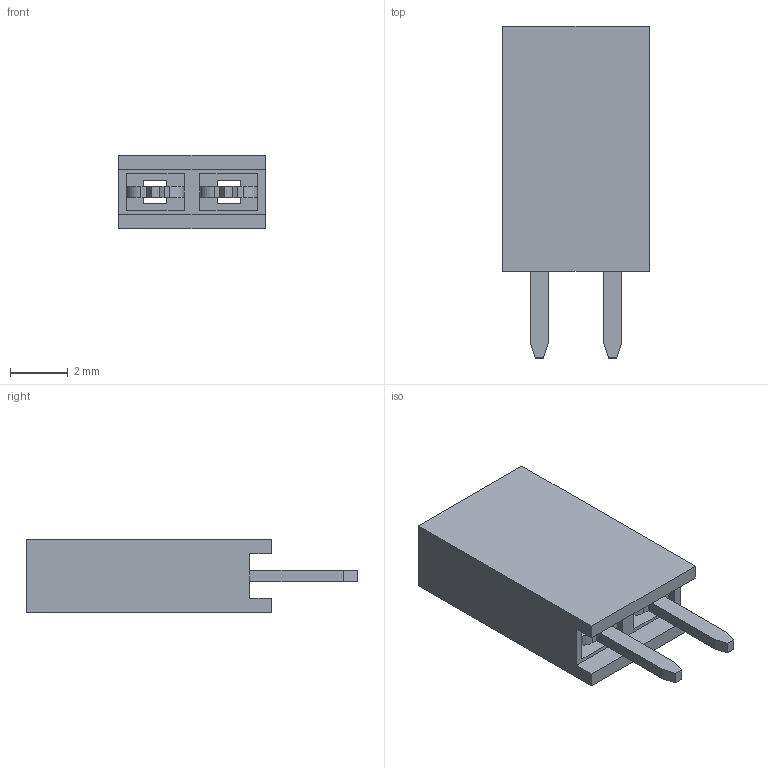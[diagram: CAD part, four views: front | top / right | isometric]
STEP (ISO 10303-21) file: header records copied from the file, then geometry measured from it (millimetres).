
FILE_DESCRIPTION (( 'STEP AP214' ), '1' );
FILE_NAME ('User Library-PBS-2.STEP', '2021-10-14T21:40:06', ( '' ), ( '' ), 'SwSTEP 2.0', 'SolidWorks 2021', '' );
FILE_SCHEMA (( 'AUTOMOTIVE_DESIGN' ));
Length unit declared in the file: millimetre
Products named in the file (3): User Library-PBS-2; PBS2Case; ContactPL
Assembly tree (3 placements, depth 2):
  User Library-PBS-2
    PBS2Case
    ContactPL  x2
Bounding box: 5.08 x 11.5 x 2.54 mm (x, y, z)
Volume: 75 mm3; surface area: 309.2 mm2
Topology: 3 solids, 3 shells, 72 faces, 184 edges, 120 vertices
Faces by surface type: plane 62, cylinder 10
Entity records: 2306 total; most frequent: CARTESIAN_POINT 284, ORIENTED_EDGE 272, DIRECTION 266, EDGE_CURVE 136, LINE 126, VECTOR 126, VERTEX_POINT 88, AXIS2_PLACEMENT_3D 70
